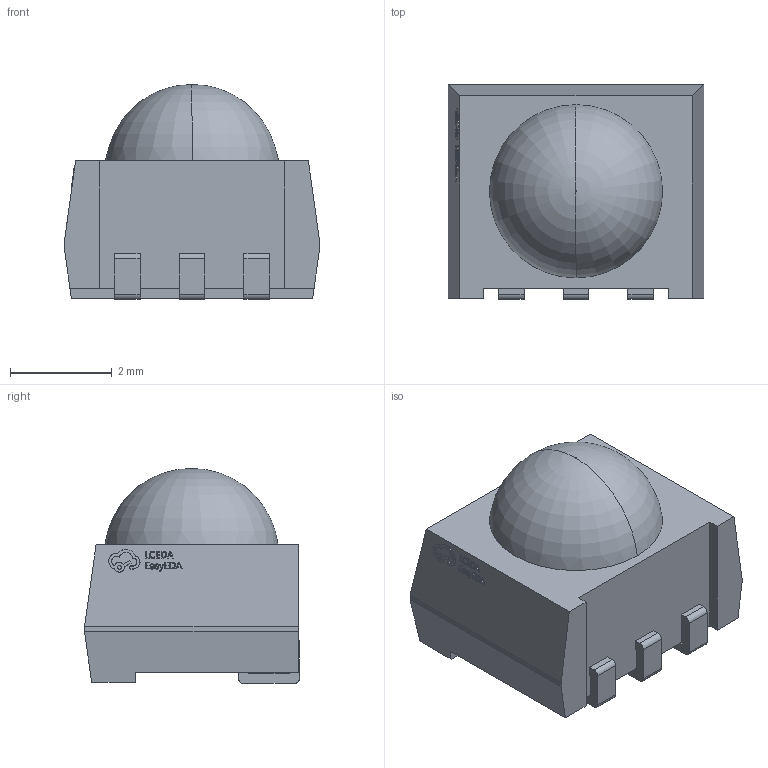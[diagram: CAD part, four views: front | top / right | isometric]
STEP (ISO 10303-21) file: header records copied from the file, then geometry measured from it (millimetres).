
FILE_DESCRIPTION (( 'STEP AP214' ), '1' );
FILE_NAME ('IR-SMD_3P-L5.0-W4.2-P1.27-LS4.2.STEP', '2023-10-14T01:14:19', ( '' ), ( '' ), 'SwSTEP 2.0', 'SolidWorks 2020', '' );
FILE_SCHEMA (( 'AUTOMOTIVE_DESIGN' ));
Length unit declared in the file: millimetre
Products named in the file (1): IR-SMD_3P-L5.0-W4.2-P1.27-LS4.2
Bounding box: 5.02 x 4.22 x 4.22 mm (x, y, z)
Volume: 58 mm3; surface area: 99 mm2
Topology: 1 solids, 1 shells, 284 faces, 782 edges, 520 vertices
Faces by surface type: plane 175, bspline 98, cylinder 9, torus 2
Entity records: 12640 total; most frequent: CARTESIAN_POINT 2893, ORIENTED_EDGE 1564, DIRECTION 980, EDGE_CURVE 782, LINE 558, VECTOR 558, VERTEX_POINT 520, EDGE_LOOP 310
